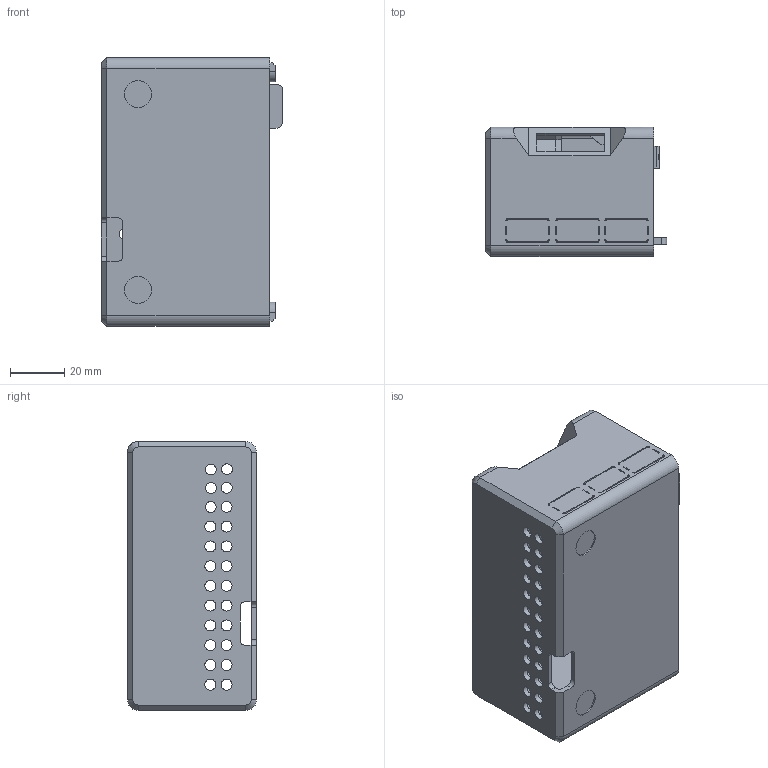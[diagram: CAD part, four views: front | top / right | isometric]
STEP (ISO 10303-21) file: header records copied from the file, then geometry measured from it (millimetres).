
FILE_DESCRIPTION(/* description */ (''),/* implementation_level */ '2;1');
FILE_NAME(/* name */ 'DIY_PiKVM_ATXSW_back.step',/* time_stamp */ '2026-01-06T11:27:20Z',/* author */ (''),/* organization */ (''),/* preprocessor_version */ 'ST-DEVELOPER v20.1',/* originating_system */ 'Autodesk Translation Framework v14.21.0.0',/* authorisation */ '');
FILE_SCHEMA (('AUTOMOTIVE_DESIGN { 1 0 10303 214 3 1 1 }'));
Length unit declared in the file: millimetre
Products named in the file (2): PiKVM v3_2 ATX; Back v1
Assembly tree (1 placements, depth 2):
  PiKVM v3_2 ATX
    Back v1
Bounding box: 66.8 x 47.5 x 99 mm (x, y, z)
Volume: 42414.9 mm3; surface area: 44862.2 mm2
Topology: 1 solids, 1 shells, 393 faces, 1155 edges, 758 vertices
Faces by surface type: cylinder 218, plane 167, cone 8
Full cylindrical faces by diameter (mm): 1.5 x7, 4 x40, 4.3 x2, 4.5 x2, 10 x2
Entity records: 13644 total; most frequent: DIRECTION 2397, ORIENTED_EDGE 2310, CARTESIAN_POINT 2309, EDGE_CURVE 1155, AXIS2_PLACEMENT_3D 846, VERTEX_POINT 758, LINE 705, VECTOR 705
